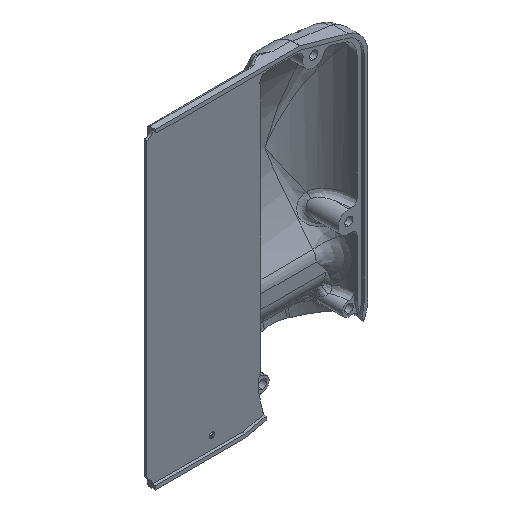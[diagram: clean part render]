
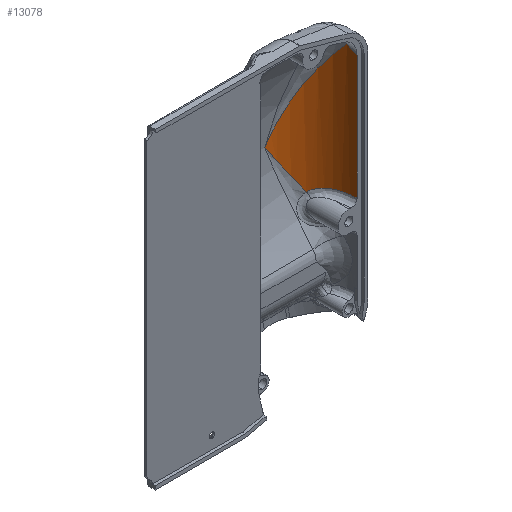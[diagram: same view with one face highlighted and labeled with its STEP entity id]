
A CAD part, isometric view. The second image highlights one B-rep face of the part: STEP entity #13078.
In plain terms, the highlighted cylindrical face has radius 17 mm (diameter 34 mm), a partial arc.
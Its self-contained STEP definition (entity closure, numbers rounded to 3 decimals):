
#495 = FACE_OUTER_BOUND ( 'NONE', #11680, .T. ) ;
#517 = EDGE_CURVE ( 'NONE', #14803, #16546, #6012, .T. ) ;
#609 = CARTESIAN_POINT ( 'NONE',  ( 36.154, 29.329, 53.326 ) ) ;
#1014 = CARTESIAN_POINT ( 'NONE',  ( 36.154, 29.329, 53.326 ) ) ;
#1130 = CARTESIAN_POINT ( 'NONE',  ( 40.297, 23.991, 97.696 ) ) ;
#1220 = CARTESIAN_POINT ( 'NONE',  ( 41.408, 20.981, 101.367 ) ) ;
#1301 = CARTESIAN_POINT ( 'NONE',  ( 36.778, 28.798, 90.043 ) ) ;
#1355 = CARTESIAN_POINT ( 'NONE',  ( 41.943, 17.914, 101.322 ) ) ;
#1430 = ORIENTED_EDGE ( 'NONE', *, *, #14482, .T. ) ;
#1531 = CARTESIAN_POINT ( 'NONE',  ( 41.774, 19.323, 102.219 ) ) ;
#1581 = CARTESIAN_POINT ( 'NONE',  ( 35.346, 30., 54.777 ) ) ;
#1865 = CARTESIAN_POINT ( 'NONE',  ( 42., 16.5, 54.916 ) ) ;
#1999 = CARTESIAN_POINT ( 'NONE',  ( 40.934, 22.551, 55.017 ) ) ;
#2082 = CARTESIAN_POINT ( 'NONE',  ( 41.831, 18.968, 54.94 ) ) ;
#2734 = CARTESIAN_POINT ( 'NONE',  ( 42., 16.783, 100.597 ) ) ;
#2825 = CYLINDRICAL_SURFACE ( 'NONE', #3602, 17. ) ;
#3602 = AXIS2_PLACEMENT_3D ( 'NONE', #16561, #16729, #4898 ) ;
#3651 = CARTESIAN_POINT ( 'NONE',  ( 27.262, 33.355, 74.539 ) ) ;
#3736 = CARTESIAN_POINT ( 'NONE',  ( 41.087, 22.025, 100.151 ) ) ;
#3899 = CARTESIAN_POINT ( 'NONE',  ( 39.814, 24.899, 96.452 ) ) ;
#4300 = CARTESIAN_POINT ( 'NONE',  ( 42., 16.5, 100.415 ) ) ;
#4427 = CARTESIAN_POINT ( 'NONE',  ( 32.737, 31.672, 59.184 ) ) ;
#4898 = DIRECTION ( 'NONE',  ( -1., 0., 0. ) ) ;
#5117 = CARTESIAN_POINT ( 'NONE',  ( 41.547, 20.44, 101.973 ) ) ;
#5199 = CARTESIAN_POINT ( 'NONE',  ( 34.534, 30.607, 86.048 ) ) ;
#5674 = CARTESIAN_POINT ( 'NONE',  ( 41.659, 19.886, 102.572 ) ) ;
#5675 = VECTOR ( 'NONE', #15042, 1000. ) ;
#5960 = CARTESIAN_POINT ( 'NONE',  ( 36.552, 28.983, 53.663 ) ) ;
#6012 = B_SPLINE_CURVE_WITH_KNOTS ( 'NONE', 3,
 ( #7177, #11330, #13944, #2082, #11242, #16602, #1999, #16517, #12554, #14206, #12473, #7518, #6222, #16775, #5960, #609 ),
 .UNSPECIFIED., .F., .F.,
 ( 4, 2, 2, 2, 2, 2, 2, 4 ),
 ( 0., 0.002, 0.004, 0.007, 0.009, 0.011, 0.013, 0.015 ),
 .UNSPECIFIED. ) ;
#6222 = CARTESIAN_POINT ( 'NONE',  ( 37.752, 27.757, 54.35 ) ) ;
#6315 = CARTESIAN_POINT ( 'NONE',  ( 38.11, 27.367, 92.647 ) ) ;
#6484 = CARTESIAN_POINT ( 'NONE',  ( 26.811, 33.409, 73.856 ) ) ;
#6572 = CARTESIAN_POINT ( 'NONE',  ( 33.737, 31.113, 84.708 ) ) ;
#7098 = CARTESIAN_POINT ( 'NONE',  ( 31.817, 32.106, 60.661 ) ) ;
#7177 = CARTESIAN_POINT ( 'NONE',  ( 42., 16.5, 54.916 ) ) ;
#7518 = CARTESIAN_POINT ( 'NONE',  ( 38.147, 27.295, 54.51 ) ) ;
#7520 = CARTESIAN_POINT ( 'NONE',  ( 36.055, 29.45, 88.715 ) ) ;
#7609 = CARTESIAN_POINT ( 'NONE',  ( 25.453, 33.495, 71.805 ) ) ;
#7783 = CARTESIAN_POINT ( 'NONE',  ( 38.721, 26.587, 93.928 ) ) ;
#7890 = ORIENTED_EDGE ( 'NONE', *, *, #517, .F. ) ;
#8008 = CARTESIAN_POINT ( 'NONE',  ( 42., 16.5, 100.415 ) ) ;
#8133 = EDGE_CURVE ( 'NONE', #13123, #14893, #14799, .T. ) ;
#8797 = ORIENTED_EDGE ( 'NONE', *, *, #8133, .T. ) ;
#8894 = CARTESIAN_POINT ( 'NONE',  ( 25.228, 33.5, 71.465 ) ) ;
#9147 = CARTESIAN_POINT ( 'NONE',  ( 41.659, 19.886, 102.572 ) ) ;
#9188 = CARTESIAN_POINT ( 'NONE',  ( 28.977, 33.151, 65.122 ) ) ;
#9613 = CARTESIAN_POINT ( 'NONE',  ( 25., 33.5, 71.121 ) ) ;
#9692 = CARTESIAN_POINT ( 'NONE',  ( 34.499, 30.608, 56.241 ) ) ;
#10197 = CARTESIAN_POINT ( 'NONE',  ( 26.133, 33.464, 72.831 ) ) ;
#10241 = CARTESIAN_POINT ( 'NONE',  ( 41.659, 19.886, 102.572 ) ) ;
#10452 = CARTESIAN_POINT ( 'NONE',  ( 25., 33.5, 71.121 ) ) ;
#11094 = EDGE_CURVE ( 'NONE', #13123, #11148, #14840, .T. ) ;
#11148 = VERTEX_POINT ( 'NONE', #8008 ) ;
#11242 = CARTESIAN_POINT ( 'NONE',  ( 41.73, 19.582, 54.953 ) ) ;
#11330 = CARTESIAN_POINT ( 'NONE',  ( 42., 17.121, 54.916 ) ) ;
#11427 = EDGE_CURVE ( 'NONE', #14893, #16546, #14441, .T. ) ;
#11605 = CARTESIAN_POINT ( 'NONE',  ( 29.497, 32.92, 77.949 ) ) ;
#11680 = EDGE_LOOP ( 'NONE', ( #1430, #11747, #8797, #14958, #7890 ) ) ;
#11747 = ORIENTED_EDGE ( 'NONE', *, *, #11094, .F. ) ;
#12005 = CARTESIAN_POINT ( 'NONE',  ( 41.859, 18.76, 101.862 ) ) ;
#12281 = LINE ( 'NONE', #16235, #5675 ) ;
#12320 = CARTESIAN_POINT ( 'NONE',  ( 26.988, 33.5, 68.122 ) ) ;
#12396 = CARTESIAN_POINT ( 'NONE',  ( 36.154, 29.329, 53.326 ) ) ;
#12473 = CARTESIAN_POINT ( 'NONE',  ( 38.881, 26.333, 54.749 ) ) ;
#12554 = CARTESIAN_POINT ( 'NONE',  ( 39.862, 24.777, 54.941 ) ) ;
#12909 = CARTESIAN_POINT ( 'NONE',  ( 40.904, 22.529, 99.54 ) ) ;
#13078 = ADVANCED_FACE ( 'NONE', ( #495 ), #2825, .F. ) ;
#13123 = VERTEX_POINT ( 'NONE', #10241 ) ;
#13435 = CARTESIAN_POINT ( 'NONE',  ( 34.065, 30.891, 56.976 ) ) ;
#13944 = CARTESIAN_POINT ( 'NONE',  ( 41.966, 17.739, 54.921 ) ) ;
#14206 = CARTESIAN_POINT ( 'NONE',  ( 39.225, 25.829, 54.83 ) ) ;
#14318 = CARTESIAN_POINT ( 'NONE',  ( 25., 33.5, 71.121 ) ) ;
#14441 = B_SPLINE_CURVE_WITH_KNOTS ( 'NONE', 3,
 ( #9613, #12320, #9188, #7098, #4427, #13435, #9692, #1581, #14987, #12396 ),
 .UNSPECIFIED., .F., .F.,
 ( 4, 2, 2, 2, 4 ),
 ( 0., 0.011, 0.016, 0.019, 0.022 ),
 .UNSPECIFIED. ) ;
#14457 = CARTESIAN_POINT ( 'NONE',  ( 25.906, 33.477, 72.489 ) ) ;
#14482 = EDGE_CURVE ( 'NONE', #14803, #11148, #12281, .T. ) ;
#14764 = CARTESIAN_POINT ( 'NONE',  ( 41.993, 17.067, 100.779 ) ) ;
#14799 = B_SPLINE_CURVE_WITH_KNOTS ( 'NONE', 3,
 ( #9147, #5117, #1220, #3736, #12909, #1130, #3899, #7783, #6315, #1301, #7520, #5199, #6572, #16953, #15486, #11605, #16777, #3651, #6484, #10197, #14457, #7609, #8894, #10452 ),
 .UNSPECIFIED., .F., .F.,
 ( 4, 2, 2, 2, 2, 2, 2, 2, 2, 2, 2, 4 ),
 ( 0., 0.002, 0.005, 0.01, 0.015, 0.02, 0.025, 0.03, 0.035, 0.037, 0.038, 0.04 ),
 .UNSPECIFIED. ) ;
#14803 = VERTEX_POINT ( 'NONE', #1865 ) ;
#14840 = B_SPLINE_CURVE_WITH_KNOTS ( 'NONE', 3,
 ( #5674, #1531, #12005, #1355, #16055, #14764, #2734, #4300 ),
 .UNSPECIFIED., .F., .F.,
 ( 4, 2, 2, 4 ),
 ( 0., 0.002, 0.003, 0.004 ),
 .UNSPECIFIED. ) ;
#14893 = VERTEX_POINT ( 'NONE', #14318 ) ;
#14958 = ORIENTED_EDGE ( 'NONE', *, *, #11427, .T. ) ;
#14987 = CARTESIAN_POINT ( 'NONE',  ( 35.757, 29.675, 54.049 ) ) ;
#15042 = DIRECTION ( 'NONE',  ( 0., 0., 1. ) ) ;
#15486 = CARTESIAN_POINT ( 'NONE',  ( 31.239, 32.34, 80.668 ) ) ;
#16055 = CARTESIAN_POINT ( 'NONE',  ( 41.965, 17.632, 101.141 ) ) ;
#16235 = CARTESIAN_POINT ( 'NONE',  ( 42., 16.5, -0.001 ) ) ;
#16517 = CARTESIAN_POINT ( 'NONE',  ( 40.155, 24.226, 54.971 ) ) ;
#16546 = VERTEX_POINT ( 'NONE', #1014 ) ;
#16561 = CARTESIAN_POINT ( 'NONE',  ( 25., 16.5, -0.001 ) ) ;
#16602 = CARTESIAN_POINT ( 'NONE',  ( 41.328, 21.39, 54.991 ) ) ;
#16729 = DIRECTION ( 'NONE',  ( 0., 0., 1. ) ) ;
#16775 = CARTESIAN_POINT ( 'NONE',  ( 36.956, 28.599, 53.926 ) ) ;
#16777 = CARTESIAN_POINT ( 'NONE',  ( 28.609, 33.137, 76.587 ) ) ;
#16953 = CARTESIAN_POINT ( 'NONE',  ( 32.09, 31.979, 82.019 ) ) ;
